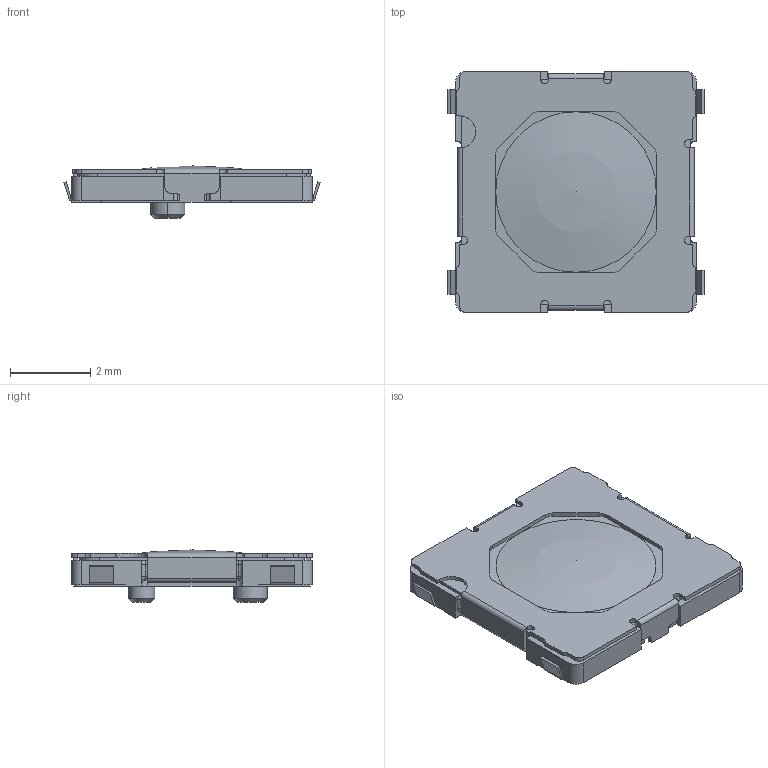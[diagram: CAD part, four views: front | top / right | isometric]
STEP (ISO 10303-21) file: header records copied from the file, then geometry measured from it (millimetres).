
FILE_DESCRIPTION (( 'STEP AP214' ), '1' );
FILE_NAME ('SKRNPM.STEP', '2010-12-02T05:57:38', ( '' ), ( '' ), 'SwSTEP 2.0', 'SolidWorks 2007', '' );
FILE_SCHEMA (( 'AUTOMOTIVE_DESIGN' ));
Length unit declared in the file: millimetre
Products named in the file (1): SKRNPM
Bounding box: 6.38 x 6 x 1.3 mm (x, y, z)
Volume: 28.1 mm3; surface area: 110 mm2
Topology: 1 solids, 1 shells, 317 faces, 854 edges, 529 vertices
Faces by surface type: plane 206, cylinder 97, torus 8, cone 4, bspline 1, sphere 1
Entity records: 13319 total; most frequent: CARTESIAN_POINT 1775, ORIENTED_EDGE 1704, DIRECTION 1676, EDGE_CURVE 852, VECTOR 620, LINE 620, AXIS2_PLACEMENT_3D 528, VERTEX_POINT 528
